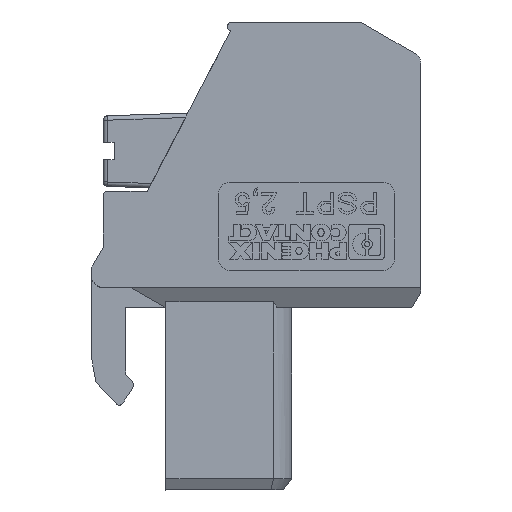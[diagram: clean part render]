
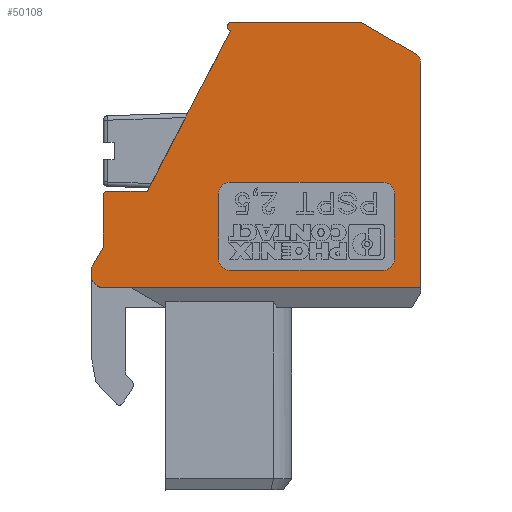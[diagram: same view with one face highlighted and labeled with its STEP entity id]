
A CAD part, left-side view. The second image highlights one B-rep face of the part: STEP entity #50108.
In plain terms, the highlighted face is planar.
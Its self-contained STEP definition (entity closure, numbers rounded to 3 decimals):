
#968=CIRCLE('',#52993,0.5);
#969=CIRCLE('',#52994,0.2);
#970=CIRCLE('',#52995,0.2);
#971=CIRCLE('',#52996,0.2);
#972=CIRCLE('',#52997,0.6);
#973=CIRCLE('',#52998,0.5);
#974=CIRCLE('',#52999,0.5);
#975=CIRCLE('',#53000,0.5);
#976=CIRCLE('',#53001,0.5);
#1868=VERTEX_POINT('',#69078);
#1869=VERTEX_POINT('',#69079);
#1870=VERTEX_POINT('',#69081);
#1871=VERTEX_POINT('',#69083);
#1872=VERTEX_POINT('',#69085);
#1873=VERTEX_POINT('',#69087);
#1874=VERTEX_POINT('',#69089);
#1875=VERTEX_POINT('',#69091);
#1876=VERTEX_POINT('',#69093);
#1877=VERTEX_POINT('',#69095);
#1878=VERTEX_POINT('',#69097);
#1879=VERTEX_POINT('',#69099);
#1880=VERTEX_POINT('',#69101);
#1881=VERTEX_POINT('',#69103);
#1882=VERTEX_POINT('',#69105);
#1883=VERTEX_POINT('',#69108);
#1884=VERTEX_POINT('',#69109);
#1885=VERTEX_POINT('',#69111);
#1886=VERTEX_POINT('',#69113);
#1887=VERTEX_POINT('',#69115);
#1888=VERTEX_POINT('',#69117);
#1889=VERTEX_POINT('',#69119);
#1890=VERTEX_POINT('',#69121);
#7024=VECTOR('',#56870,1.);
#7025=VECTOR('',#56873,1.);
#7026=VECTOR('',#56874,1.);
#7027=VECTOR('',#56877,1.);
#7028=VECTOR('',#56880,1.);
#7029=VECTOR('',#56881,1.);
#7030=VECTOR('',#56884,1.);
#7031=VECTOR('',#56885,1.);
#7032=VECTOR('',#56886,1.);
#7033=VECTOR('',#56889,1.);
#7034=VECTOR('',#56892,1.);
#7035=VECTOR('',#56895,1.);
#7036=VECTOR('',#56898,1.);
#7037=VECTOR('',#56901,1.);
#13687=LINE('',#69077,#7024);
#13688=LINE('',#69082,#7025);
#13689=LINE('',#69084,#7026);
#13690=LINE('',#69088,#7027);
#13691=LINE('',#69092,#7028);
#13692=LINE('',#69094,#7029);
#13693=LINE('',#69098,#7030);
#13694=LINE('',#69100,#7031);
#13695=LINE('',#69102,#7032);
#13696=LINE('',#69106,#7033);
#13697=LINE('',#69110,#7034);
#13698=LINE('',#69114,#7035);
#13699=LINE('',#69118,#7036);
#13700=LINE('',#69122,#7037);
#20350=EDGE_CURVE('',#1868,#1869,#13687,.T.);
#20351=EDGE_CURVE('',#1870,#1868,#968,.T.);
#20352=EDGE_CURVE('',#1871,#1870,#13688,.T.);
#20353=EDGE_CURVE('',#1872,#1871,#13689,.T.);
#20354=EDGE_CURVE('',#1872,#1873,#969,.T.);
#20355=EDGE_CURVE('',#1874,#1873,#13690,.T.);
#20356=EDGE_CURVE('',#1874,#1875,#970,.T.);
#20357=EDGE_CURVE('',#1876,#1875,#13691,.T.);
#20358=EDGE_CURVE('',#1877,#1876,#13692,.T.);
#20359=EDGE_CURVE('',#1877,#1878,#971,.T.);
#20360=EDGE_CURVE('',#1879,#1878,#13693,.T.);
#20361=EDGE_CURVE('',#1879,#1880,#13694,.T.);
#20362=EDGE_CURVE('',#1881,#1880,#13695,.T.);
#20363=EDGE_CURVE('',#1882,#1881,#972,.T.);
#20364=EDGE_CURVE('',#1869,#1882,#13696,.T.);
#20365=EDGE_CURVE('',#1883,#1884,#973,.T.);
#20366=EDGE_CURVE('',#1883,#1885,#13697,.T.);
#20367=EDGE_CURVE('',#1886,#1885,#974,.T.);
#20368=EDGE_CURVE('',#1886,#1887,#13698,.T.);
#20369=EDGE_CURVE('',#1888,#1887,#975,.T.);
#20370=EDGE_CURVE('',#1888,#1889,#13699,.T.);
#20371=EDGE_CURVE('',#1890,#1889,#976,.T.);
#20372=EDGE_CURVE('',#1890,#1884,#13700,.T.);
#28240=ORIENTED_EDGE('',*,*,#20350,.F.);
#28241=ORIENTED_EDGE('',*,*,#20351,.F.);
#28242=ORIENTED_EDGE('',*,*,#20352,.F.);
#28243=ORIENTED_EDGE('',*,*,#20353,.F.);
#28244=ORIENTED_EDGE('',*,*,#20354,.T.);
#28245=ORIENTED_EDGE('',*,*,#20355,.F.);
#28246=ORIENTED_EDGE('',*,*,#20356,.T.);
#28247=ORIENTED_EDGE('',*,*,#20357,.F.);
#28248=ORIENTED_EDGE('',*,*,#20358,.F.);
#28249=ORIENTED_EDGE('',*,*,#20359,.T.);
#28250=ORIENTED_EDGE('',*,*,#20360,.F.);
#28251=ORIENTED_EDGE('',*,*,#20361,.T.);
#28252=ORIENTED_EDGE('',*,*,#20362,.F.);
#28253=ORIENTED_EDGE('',*,*,#20363,.F.);
#28254=ORIENTED_EDGE('',*,*,#20364,.F.);
#28255=ORIENTED_EDGE('',*,*,#20365,.F.);
#28256=ORIENTED_EDGE('',*,*,#20366,.T.);
#28257=ORIENTED_EDGE('',*,*,#20367,.F.);
#28258=ORIENTED_EDGE('',*,*,#20368,.T.);
#28259=ORIENTED_EDGE('',*,*,#20369,.F.);
#28260=ORIENTED_EDGE('',*,*,#20370,.T.);
#28261=ORIENTED_EDGE('',*,*,#20371,.F.);
#28262=ORIENTED_EDGE('',*,*,#20372,.T.);
#44020=EDGE_LOOP('',(#28240,#28241,#28242,#28243,#28244,#28245,#28246,#28247,
#28248,#28249,#28250,#28251,#28252,#28253,#28254));
#44021=EDGE_LOOP('',(#28255,#28256,#28257,#28258,#28259,#28260,#28261,#28262));
#47064=FACE_BOUND('',#44020,.T.);
#47065=FACE_BOUND('',#44021,.T.);
#50108=ADVANCED_FACE('',(#47064,#47065),#85604,.F.);
#52992=AXIS2_PLACEMENT_3D('',#69076,#56869,$);
#52993=AXIS2_PLACEMENT_3D('',#69080,#56871,#56872);
#52994=AXIS2_PLACEMENT_3D('',#69086,#56875,#56876);
#52995=AXIS2_PLACEMENT_3D('',#69090,#56878,#56879);
#52996=AXIS2_PLACEMENT_3D('',#69096,#56882,#56883);
#52997=AXIS2_PLACEMENT_3D('',#69104,#56887,#56888);
#52998=AXIS2_PLACEMENT_3D('',#69107,#56890,#56891);
#52999=AXIS2_PLACEMENT_3D('',#69112,#56893,#56894);
#53000=AXIS2_PLACEMENT_3D('',#69116,#56896,#56897);
#53001=AXIS2_PLACEMENT_3D('',#69120,#56899,#56900);
#56869=DIRECTION('',(0.,0.,1.));
#56870=DIRECTION('',(1.,0.,0.));
#56871=DIRECTION('',(0.,0.,1.));
#56872=DIRECTION('',(0.5,0.,0.));
#56873=DIRECTION('',(0.5,-0.866,0.));
#56874=DIRECTION('',(0.,-1.,0.));
#56875=DIRECTION('',(0.,0.,-1.));
#56876=DIRECTION('',(-0.2,0.,0.));
#56877=DIRECTION('',(-0.883,-0.469,0.));
#56878=DIRECTION('',(0.,0.,-1.));
#56879=DIRECTION('',(-0.2,0.,0.));
#56880=DIRECTION('',(-0.887,-0.462,0.));
#56881=DIRECTION('',(0.,-1.,0.));
#56882=DIRECTION('',(0.,0.,-1.));
#56883=DIRECTION('',(-0.2,0.,0.));
#56884=DIRECTION('',(-1.,0.,0.));
#56885=DIRECTION('',(0.866,0.5,0.));
#56886=DIRECTION('',(-1.,0.,0.));
#56887=DIRECTION('',(0.,0.,1.));
#56888=DIRECTION('',(0.6,0.,0.));
#56889=DIRECTION('',(0.,1.,0.));
#56890=DIRECTION('',(0.,0.,-1.));
#56891=DIRECTION('',(0.,0.5,0.));
#56892=DIRECTION('',(-1.,0.,0.));
#56893=DIRECTION('',(0.,0.,-1.));
#56894=DIRECTION('',(0.,0.5,0.));
#56895=DIRECTION('',(0.,-1.,0.));
#56896=DIRECTION('',(0.,0.,-1.));
#56897=DIRECTION('',(0.,0.5,0.));
#56898=DIRECTION('',(1.,0.,0.));
#56899=DIRECTION('',(0.,0.,-1.));
#56900=DIRECTION('',(0.,0.5,0.));
#56901=DIRECTION('',(0.,1.,0.));
#69076=CARTESIAN_POINT('',(58.33,-93.042,-2.842));
#69077=CARTESIAN_POINT('',(0.,-1.142,-2.842));
#69078=CARTESIAN_POINT('',(19.256,-1.142,-2.842));
#69079=CARTESIAN_POINT('',(29.464,-1.142,-2.842));
#69080=CARTESIAN_POINT('',(19.256,-0.642,-2.842));
#69081=CARTESIAN_POINT('',(18.823,-0.892,-2.842));
#69082=CARTESIAN_POINT('',(20.288,-3.43,-2.842));
#69083=CARTESIAN_POINT('',(17.38,1.608,-2.842));
#69084=CARTESIAN_POINT('',(17.38,0.011,-2.842));
#69085=CARTESIAN_POINT('',(17.38,7.455,-2.842));
#69086=CARTESIAN_POINT('',(17.58,7.455,-2.842));
#69087=CARTESIAN_POINT('',(17.487,7.632,-2.842));
#69088=CARTESIAN_POINT('',(-0.001,-1.667,-2.842));
#69089=CARTESIAN_POINT('',(17.493,7.635,-2.842));
#69090=CARTESIAN_POINT('',(17.587,7.458,-2.842));
#69091=CARTESIAN_POINT('',(17.78,7.508,-2.842));
#69092=CARTESIAN_POINT('',(0.,-1.748,-2.842));
#69093=CARTESIAN_POINT('',(25.08,11.308,-2.842));
#69094=CARTESIAN_POINT('',(25.08,0.,-2.842));
#69095=CARTESIAN_POINT('',(25.08,13.108,-2.842));
#69096=CARTESIAN_POINT('',(25.28,13.108,-2.842));
#69097=CARTESIAN_POINT('',(25.28,13.308,-2.842));
#69098=CARTESIAN_POINT('',(0.,13.308,-2.842));
#69099=CARTESIAN_POINT('',(27.628,13.308,-2.842));
#69100=CARTESIAN_POINT('',(0.,-2.643,-2.842));
#69101=CARTESIAN_POINT('',(28.58,13.858,-2.842));
#69102=CARTESIAN_POINT('',(0.,13.858,-2.842));
#69103=CARTESIAN_POINT('',(28.88,13.858,-2.842));
#69104=CARTESIAN_POINT('',(28.88,13.258,-2.842));
#69105=CARTESIAN_POINT('',(29.464,13.398,-2.842));
#69106=CARTESIAN_POINT('',(29.464,0.,-2.842));
#69107=CARTESIAN_POINT('',(28.18,7.558,-2.842));
#69108=CARTESIAN_POINT('',(28.18,8.058,-2.842));
#69109=CARTESIAN_POINT('',(28.68,7.558,-2.842));
#69110=CARTESIAN_POINT('',(0.,8.058,-2.842));
#69111=CARTESIAN_POINT('',(25.18,8.058,-2.842));
#69112=CARTESIAN_POINT('',(25.18,7.558,-2.842));
#69113=CARTESIAN_POINT('',(24.68,7.558,-2.842));
#69114=CARTESIAN_POINT('',(24.68,0.,-2.842));
#69115=CARTESIAN_POINT('',(24.68,0.558,-2.842));
#69116=CARTESIAN_POINT('',(25.18,0.558,-2.842));
#69117=CARTESIAN_POINT('',(25.18,0.058,-2.842));
#69118=CARTESIAN_POINT('',(0.,0.058,-2.842));
#69119=CARTESIAN_POINT('',(28.18,0.058,-2.842));
#69120=CARTESIAN_POINT('',(28.18,0.558,-2.842));
#69121=CARTESIAN_POINT('',(28.68,0.558,-2.842));
#69122=CARTESIAN_POINT('',(28.68,0.,-2.842));
#85604=PLANE('',#52992);
